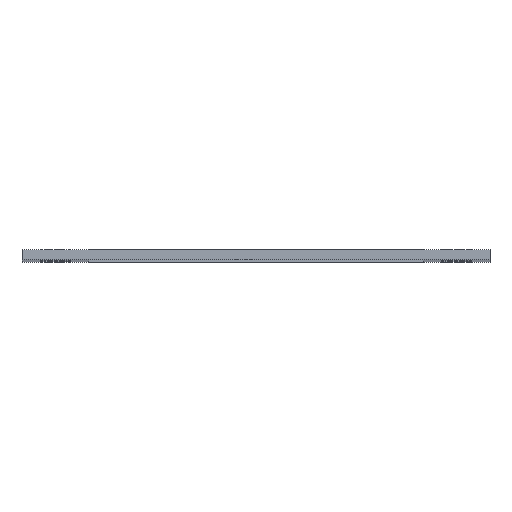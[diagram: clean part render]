
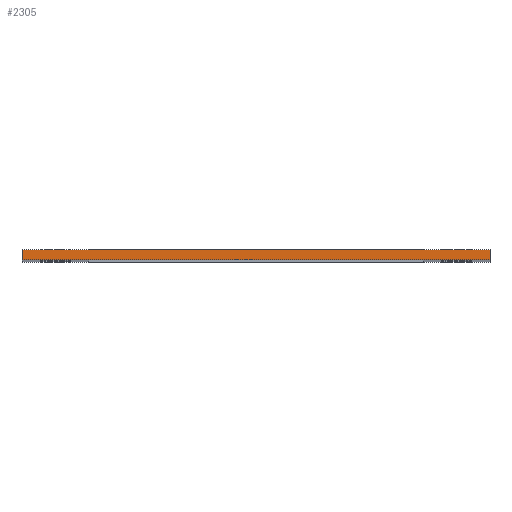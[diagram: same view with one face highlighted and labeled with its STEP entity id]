
A CAD part, top view. The second image highlights one B-rep face of the part: STEP entity #2305.
In plain terms, the highlighted planar face has unit normal (0, 0, 1).
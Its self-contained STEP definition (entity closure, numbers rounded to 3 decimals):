
#37 = CARTESIAN_POINT ( 'NONE',  ( -35., -0.75, 110. ) ) ;
#70 = CARTESIAN_POINT ( 'NONE',  ( -35., 0.75, 110. ) ) ;
#71 = CARTESIAN_POINT ( 'NONE',  ( -35., -0.75, 110. ) ) ;
#114 = VERTEX_POINT ( 'NONE', #37 ) ;
#196 = PLANE ( 'NONE',  #1769 ) ;
#368 = DIRECTION ( 'NONE',  ( -1., 0., 0. ) ) ;
#486 = VECTOR ( 'NONE', #2060, 1000. ) ;
#493 = VERTEX_POINT ( 'NONE', #1694 ) ;
#709 = ORIENTED_EDGE ( 'NONE', *, *, #2216, .F. ) ;
#711 = CARTESIAN_POINT ( 'NONE',  ( -35., 0.75, 110. ) ) ;
#735 = FACE_OUTER_BOUND ( 'NONE', #1177, .T. ) ;
#767 = DIRECTION ( 'NONE',  ( 0., -1., 0. ) ) ;
#833 = VECTOR ( 'NONE', #1362, 1000. ) ;
#847 = ORIENTED_EDGE ( 'NONE', *, *, #937, .F. ) ;
#937 = EDGE_CURVE ( 'NONE', #1398, #1192, #984, .T. ) ;
#984 = LINE ( 'NONE', #70, #833 ) ;
#1166 = CARTESIAN_POINT ( 'NONE',  ( 35., 0.75, 110. ) ) ;
#1177 = EDGE_LOOP ( 'NONE', ( #1350, #709, #847, #2257 ) ) ;
#1192 = VERTEX_POINT ( 'NONE', #1166 ) ;
#1300 = VECTOR ( 'NONE', #767, 1000. ) ;
#1350 = ORIENTED_EDGE ( 'NONE', *, *, #1476, .T. ) ;
#1362 = DIRECTION ( 'NONE',  ( 1., 0., 0. ) ) ;
#1398 = VERTEX_POINT ( 'NONE', #2181 ) ;
#1476 = EDGE_CURVE ( 'NONE', #114, #493, #2323, .T. ) ;
#1507 = CARTESIAN_POINT ( 'NONE',  ( 35., 0.75, 110. ) ) ;
#1647 = LINE ( 'NONE', #1507, #486 ) ;
#1665 = CARTESIAN_POINT ( 'NONE',  ( -35., 0.75, 110. ) ) ;
#1685 = LINE ( 'NONE', #1665, #1300 ) ;
#1694 = CARTESIAN_POINT ( 'NONE',  ( 35., -0.75, 110. ) ) ;
#1734 = VECTOR ( 'NONE', #1917, 1000. ) ;
#1769 = AXIS2_PLACEMENT_3D ( 'NONE', #711, #2021, #368 ) ;
#1820 = EDGE_CURVE ( 'NONE', #1398, #114, #1685, .T. ) ;
#1917 = DIRECTION ( 'NONE',  ( 1., 0., 0. ) ) ;
#2021 = DIRECTION ( 'NONE',  ( 0., 0., -1. ) ) ;
#2060 = DIRECTION ( 'NONE',  ( 0., -1., 0. ) ) ;
#2181 = CARTESIAN_POINT ( 'NONE',  ( -35., 0.75, 110. ) ) ;
#2216 = EDGE_CURVE ( 'NONE', #1192, #493, #1647, .T. ) ;
#2257 = ORIENTED_EDGE ( 'NONE', *, *, #1820, .T. ) ;
#2305 = ADVANCED_FACE ( 'NONE', ( #735 ), #196, .F. ) ;
#2323 = LINE ( 'NONE', #71, #1734 ) ;
